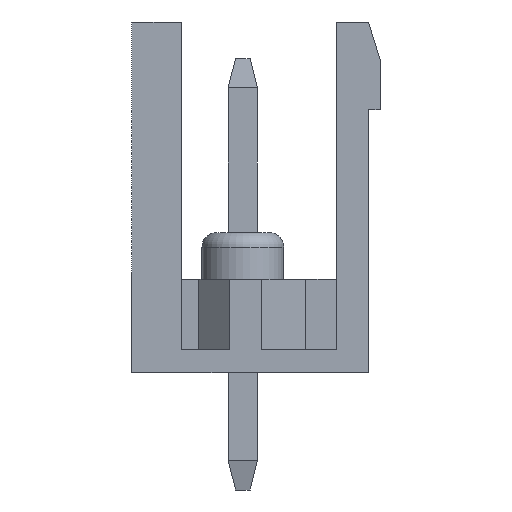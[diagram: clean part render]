
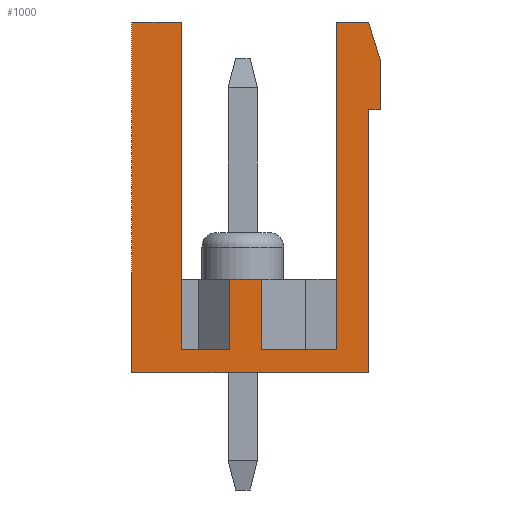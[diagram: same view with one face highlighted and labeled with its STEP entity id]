
A CAD part, left-side view. The second image highlights one B-rep face of the part: STEP entity #1000.
In plain terms, the highlighted planar face has unit normal (-1, 0, 0).
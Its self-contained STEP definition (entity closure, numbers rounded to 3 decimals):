
#1000 = ADVANCED_FACE( '', ( #1967 ), #1968, .T. );
#1967 = FACE_OUTER_BOUND( '', #2898, .T. );
#1968 = PLANE( '', #2899 );
#2898 = EDGE_LOOP( '', ( #5664, #5665, #5666, #5667, #5668, #5669, #5670, #5671, #5672, #5673, #5674, #5675, #5676, #5677, #5678 ) );
#2899 = AXIS2_PLACEMENT_3D( '', #5679, #5680, #5681 );
#5664 = ORIENTED_EDGE( '', *, *, #6640, .T. );
#5665 = ORIENTED_EDGE( '', *, *, #6369, .F. );
#5666 = ORIENTED_EDGE( '', *, *, #6644, .T. );
#5667 = ORIENTED_EDGE( '', *, *, #6304, .F. );
#5668 = ORIENTED_EDGE( '', *, *, #6673, .F. );
#5669 = ORIENTED_EDGE( '', *, *, #5990, .T. );
#5670 = ORIENTED_EDGE( '', *, *, #6817, .T. );
#5671 = ORIENTED_EDGE( '', *, *, #6151, .T. );
#5672 = ORIENTED_EDGE( '', *, *, #6864, .T. );
#5673 = ORIENTED_EDGE( '', *, *, #6823, .T. );
#5674 = ORIENTED_EDGE( '', *, *, #6845, .T. );
#5675 = ORIENTED_EDGE( '', *, *, #6837, .T. );
#5676 = ORIENTED_EDGE( '', *, *, #6652, .T. );
#5677 = ORIENTED_EDGE( '', *, *, #6613, .T. );
#5678 = ORIENTED_EDGE( '', *, *, #6127, .T. );
#5679 = CARTESIAN_POINT( '', ( -29.57, 0., 0. ) );
#5680 = DIRECTION( '', ( -1., 0., 0. ) );
#5681 = DIRECTION( '', ( 0., 0., 1. ) );
#5990 = EDGE_CURVE( '', #7292, #7290, #7293, .T. );
#6127 = EDGE_CURVE( '', #7523, #7521, #7524, .T. );
#6151 = EDGE_CURVE( '', #7559, #7556, #7560, .T. );
#6304 = EDGE_CURVE( '', #7790, #7788, #7792, .T. );
#6369 = EDGE_CURVE( '', #7892, #7894, #7895, .T. );
#6613 = EDGE_CURVE( '', #8245, #7523, #8246, .T. );
#6640 = EDGE_CURVE( '', #7521, #7894, #8274, .T. );
#6644 = EDGE_CURVE( '', #7892, #7788, #8278, .T. );
#6652 = EDGE_CURVE( '', #8288, #8245, #8289, .T. );
#6673 = EDGE_CURVE( '', #7292, #7790, #8319, .T. );
#6817 = EDGE_CURVE( '', #7290, #7559, #8484, .T. );
#6823 = EDGE_CURVE( '', #8490, #8491, #8492, .T. );
#6837 = EDGE_CURVE( '', #8506, #8288, #8507, .T. );
#6845 = EDGE_CURVE( '', #8491, #8506, #8515, .T. );
#6864 = EDGE_CURVE( '', #7556, #8490, #8534, .T. );
#7290 = VERTEX_POINT( '', #9136 );
#7292 = VERTEX_POINT( '', #9139 );
#7293 = LINE( '', #9140, #9141 );
#7521 = VERTEX_POINT( '', #9473 );
#7523 = VERTEX_POINT( '', #9476 );
#7524 = LINE( '', #9477, #9478 );
#7556 = VERTEX_POINT( '', #9527 );
#7559 = VERTEX_POINT( '', #9531 );
#7560 = LINE( '', #9532, #9533 );
#7788 = VERTEX_POINT( '', #9870 );
#7790 = VERTEX_POINT( '', #9873 );
#7792 = LINE( '', #9876, #9877 );
#7892 = VERTEX_POINT( '', #10031 );
#7894 = VERTEX_POINT( '', #10034 );
#7895 = LINE( '', #10035, #10036 );
#8245 = VERTEX_POINT( '', #10550 );
#8246 = LINE( '', #10551, #10552 );
#8274 = LINE( '', #10594, #10595 );
#8278 = LINE( '', #10600, #10601 );
#8288 = VERTEX_POINT( '', #10615 );
#8289 = LINE( '', #10616, #10617 );
#8319 = LINE( '', #10658, #10659 );
#8484 = LINE( '', #10900, #10901 );
#8490 = VERTEX_POINT( '', #10908 );
#8491 = VERTEX_POINT( '', #10909 );
#8492 = LINE( '', #10910, #10911 );
#8506 = VERTEX_POINT( '', #10936 );
#8507 = LINE( '', #10937, #10938 );
#8515 = LINE( '', #10948, #10949 );
#8534 = LINE( '', #10972, #10973 );
#9136 = CARTESIAN_POINT( '', ( -29.57, 0.7, -5.2 ) );
#9139 = CARTESIAN_POINT( '', ( -29.57, 0.7, -2.8 ) );
#9140 = CARTESIAN_POINT( '', ( -29.57, 0.7, -2.8 ) );
#9141 = VECTOR( '', #11205, 1000. );
#9473 = CARTESIAN_POINT( '', ( -29.57, -4.05, 6. ) );
#9476 = CARTESIAN_POINT( '', ( -29.57, -4.45, 4.7 ) );
#9477 = CARTESIAN_POINT( '', ( -29.57, -4.45, 4.7 ) );
#9478 = VECTOR( '', #11326, 1000. );
#9527 = CARTESIAN_POINT( '', ( -29.57, 2.35, 6. ) );
#9531 = CARTESIAN_POINT( '', ( -29.57, 2.35, -5.2 ) );
#9532 = CARTESIAN_POINT( '', ( -29.57, 2.35, -5.2 ) );
#9533 = VECTOR( '', #11345, 1000. );
#9870 = CARTESIAN_POINT( '', ( -29.57, -0.4, -5.2 ) );
#9873 = CARTESIAN_POINT( '', ( -29.57, -0.4, -2.8 ) );
#9876 = CARTESIAN_POINT( '', ( -29.57, -0.4, -2.8 ) );
#9877 = VECTOR( '', #11475, 1000. );
#10031 = CARTESIAN_POINT( '', ( -29.57, -2.95, -5.2 ) );
#10034 = CARTESIAN_POINT( '', ( -29.57, -2.95, 6. ) );
#10035 = CARTESIAN_POINT( '', ( -29.57, -2.95, -5.2 ) );
#10036 = VECTOR( '', #11531, 1000. );
#10550 = CARTESIAN_POINT( '', ( -29.57, -4.45, 3. ) );
#10551 = CARTESIAN_POINT( '', ( -29.57, -4.45, 3. ) );
#10552 = VECTOR( '', #11741, 1000. );
#10594 = CARTESIAN_POINT( '', ( -29.57, -4.05, 6. ) );
#10595 = VECTOR( '', #11765, 1000. );
#10600 = CARTESIAN_POINT( '', ( -29.57, -2.95, -5.2 ) );
#10601 = VECTOR( '', #11767, 1000. );
#10615 = CARTESIAN_POINT( '', ( -29.57, -4.05, 3. ) );
#10616 = CARTESIAN_POINT( '', ( -29.57, -4.05, 3. ) );
#10617 = VECTOR( '', #11772, 1000. );
#10658 = CARTESIAN_POINT( '', ( -29.57, 0.7, -2.8 ) );
#10659 = VECTOR( '', #11796, 1000. );
#10900 = CARTESIAN_POINT( '', ( -29.57, -2.95, -5.2 ) );
#10901 = VECTOR( '', #11891, 1000. );
#10908 = CARTESIAN_POINT( '', ( -29.57, 4.05, 6. ) );
#10909 = CARTESIAN_POINT( '', ( -29.57, 4.05, -6. ) );
#10910 = CARTESIAN_POINT( '', ( -29.57, 4.05, 6. ) );
#10911 = VECTOR( '', #11893, 1000. );
#10936 = CARTESIAN_POINT( '', ( -29.57, -4.05, -6. ) );
#10937 = CARTESIAN_POINT( '', ( -29.57, -4.05, -6. ) );
#10938 = VECTOR( '', #11905, 1000. );
#10948 = CARTESIAN_POINT( '', ( -29.57, 4.05, -6. ) );
#10949 = VECTOR( '', #11908, 1000. );
#10972 = CARTESIAN_POINT( '', ( -29.57, -4.05, 6. ) );
#10973 = VECTOR( '', #11916, 1000. );
#11205 = DIRECTION( '', ( 0., 0., -1. ) );
#11326 = DIRECTION( '', ( 0., 0.294, 0.956 ) );
#11345 = DIRECTION( '', ( 0., 0., 1. ) );
#11475 = DIRECTION( '', ( 0., 0., -1. ) );
#11531 = DIRECTION( '', ( 0., 0., 1. ) );
#11741 = DIRECTION( '', ( 0., 0., 1. ) );
#11765 = DIRECTION( '', ( 0., 1., 0. ) );
#11767 = DIRECTION( '', ( 0., 1., 0. ) );
#11772 = DIRECTION( '', ( 0., -1., 0. ) );
#11796 = DIRECTION( '', ( 0., -1., 0. ) );
#11891 = DIRECTION( '', ( 0., 1., 0. ) );
#11893 = DIRECTION( '', ( 0., 0., -1. ) );
#11905 = DIRECTION( '', ( 0., 0., 1. ) );
#11908 = DIRECTION( '', ( 0., -1., 0. ) );
#11916 = DIRECTION( '', ( 0., 1., 0. ) );
